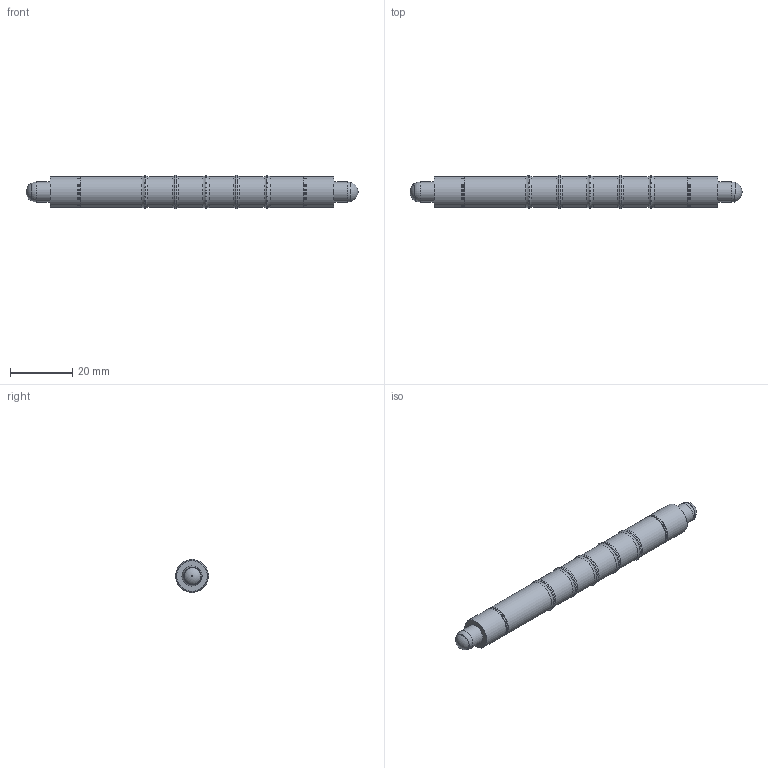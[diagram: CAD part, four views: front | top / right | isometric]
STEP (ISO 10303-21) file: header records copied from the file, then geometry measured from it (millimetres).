
FILE_DESCRIPTION((''),'1');
FILE_NAME('icpv2','2011-09-16T01:15:52',('keycreator'),(''),'Spatial Interop R21 SP3','Kubotek KeyCreator 2011 V10.0.1 (21821)',' ');
FILE_SCHEMA(('automotive_design'));
Length unit declared in the file: inch
Products named in the file (1): tube[3]
Bounding box: 106.91 x 10.66 x 10.66 mm (x, y, z)
Volume: 7629.1 mm3; surface area: 3349.6 mm2
Topology: 1 solids, 1 shells, 53 faces, 97 edges, 58 vertices
Faces by surface type: torus 21, cylinder 18, plane 14
Full cylindrical faces by diameter (mm): 0.102 x2, 6.452 x2, 9.474 x2, 9.881 x2, 9.982 x10
Entity records: 2098 total; most frequent: CARTESIAN_POINT 290, DIRECTION 204, PRESENTATION_STYLE_ASSIGNMENT 160, COLOUR_RGB 160, STYLED_ITEM 106, CURVE_STYLE 106, DRAUGHTING_PRE_DEFINED_CURVE_FONT 106, EDGE_LOOP 104
